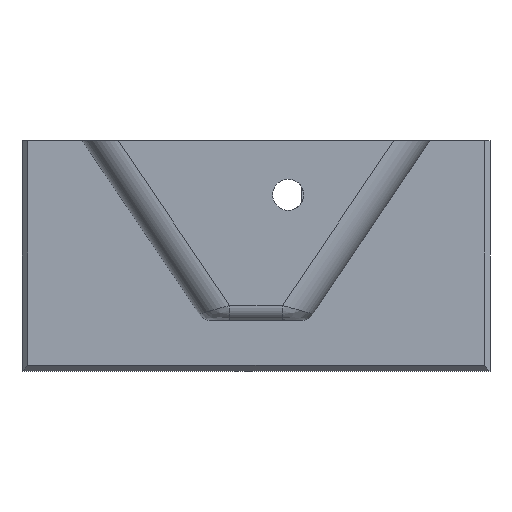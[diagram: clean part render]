
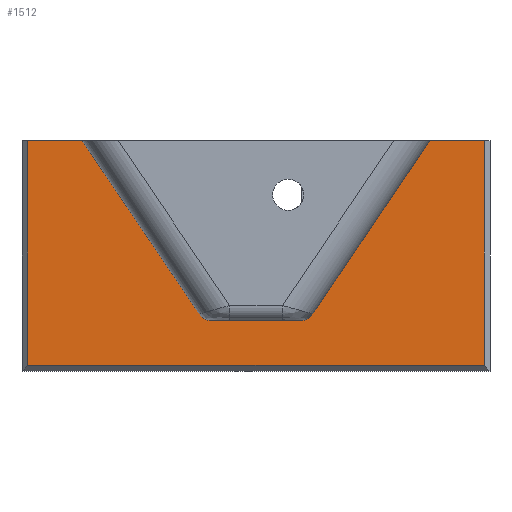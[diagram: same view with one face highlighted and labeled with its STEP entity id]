
A CAD part, front view. The second image highlights one B-rep face of the part: STEP entity #1512.
In plain terms, the highlighted planar face has unit normal (0, -1, 0).
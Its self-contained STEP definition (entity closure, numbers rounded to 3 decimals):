
#11 = EDGE_LOOP ( 'NONE', ( #820, #1604, #35, #1173, #1464, #1516, #1361, #14, #831, #2107 ) ) ;
#14 = ORIENTED_EDGE ( 'NONE', *, *, #1287, .F. ) ;
#22 = DIRECTION ( 'NONE',  ( 0., 1., 0. ) ) ;
#35 = ORIENTED_EDGE ( 'NONE', *, *, #726, .T. ) ;
#47 = DIRECTION ( 'NONE',  ( 0.559, 0., 0.829 ) ) ;
#70 = CARTESIAN_POINT ( 'NONE',  ( -40.501, -2., -60. ) ) ;
#82 = VERTEX_POINT ( 'NONE', #2041 ) ;
#88 = CARTESIAN_POINT ( 'NONE',  ( -76.988, -2., -57.797 ) ) ;
#135 = LINE ( 'NONE', #932, #1999 ) ;
#157 = DIRECTION ( 'NONE',  ( 0., 0., 1. ) ) ;
#161 = VERTEX_POINT ( 'NONE', #1926 ) ;
#175 = EDGE_CURVE ( 'NONE', #1690, #1342, #465, .T. ) ;
#194 = DIRECTION ( 'NONE',  ( 0., 0., 1. ) ) ;
#210 = VERTEX_POINT ( 'NONE', #1759 ) ;
#265 = CARTESIAN_POINT ( 'NONE',  ( -72.843, -2., -55. ) ) ;
#281 = CARTESIAN_POINT ( 'NONE',  ( -134.005, -2., 0. ) ) ;
#338 = VECTOR ( 'NONE', #1928, 1000. ) ;
#436 = CARTESIAN_POINT ( 'NONE',  ( -116., -2., 0. ) ) ;
#465 = CIRCLE ( 'NONE', #1669, 5. ) ;
#527 = EDGE_CURVE ( 'NONE', #914, #993, #1991, .T. ) ;
#572 = LINE ( 'NONE', #70, #1561 ) ;
#639 = CARTESIAN_POINT ( 'NONE',  ( -75.501, -2., -60. ) ) ;
#659 = VERTEX_POINT ( 'NONE', #747 ) ;
#666 = VECTOR ( 'NONE', #1566, 1000. ) ;
#706 = CARTESIAN_POINT ( 'NONE',  ( -43.158, -2., -55. ) ) ;
#726 = EDGE_CURVE ( 'NONE', #1491, #1449, #135, .T. ) ;
#747 = CARTESIAN_POINT ( 'NONE',  ( 18.005, -2., -75. ) ) ;
#775 = LINE ( 'NONE', #639, #856 ) ;
#787 = EDGE_CURVE ( 'NONE', #210, #1449, #572, .T. ) ;
#820 = ORIENTED_EDGE ( 'NONE', *, *, #896, .T. ) ;
#831 = ORIENTED_EDGE ( 'NONE', *, *, #527, .T. ) ;
#856 = VECTOR ( 'NONE', #1291, 1000. ) ;
#896 = EDGE_CURVE ( 'NONE', #161, #659, #1182, .T. ) ;
#914 = VERTEX_POINT ( 'NONE', #928 ) ;
#928 = CARTESIAN_POINT ( 'NONE',  ( -116., -2., 0. ) ) ;
#932 = CARTESIAN_POINT ( 'NONE',  ( -121., -2., 0. ) ) ;
#955 = DIRECTION ( 'NONE',  ( 0., 0., 1. ) ) ;
#973 = PLANE ( 'NONE',  #1031 ) ;
#993 = VERTEX_POINT ( 'NONE', #281 ) ;
#1031 = AXIS2_PLACEMENT_3D ( 'NONE', #1807, #22, #157 ) ;
#1055 = CARTESIAN_POINT ( 'NONE',  ( 18.005, -2., 0. ) ) ;
#1074 = EDGE_CURVE ( 'NONE', #993, #161, #2108, .T. ) ;
#1076 = DIRECTION ( 'NONE',  ( 1., 0., 0. ) ) ;
#1118 = CARTESIAN_POINT ( 'NONE',  ( 0., -2., 0. ) ) ;
#1137 = EDGE_CURVE ( 'NONE', #1342, #82, #775, .T. ) ;
#1173 = ORIENTED_EDGE ( 'NONE', *, *, #787, .F. ) ;
#1182 = LINE ( 'NONE', #1848, #1633 ) ;
#1208 = DIRECTION ( 'NONE',  ( 0., -1., 0. ) ) ;
#1214 = AXIS2_PLACEMENT_3D ( 'NONE', #706, #1208, #194 ) ;
#1242 = DIRECTION ( 'NONE',  ( 0., -1., 0. ) ) ;
#1287 = EDGE_CURVE ( 'NONE', #914, #1690, #2036, .T. ) ;
#1291 = DIRECTION ( 'NONE',  ( 1., 0., 0. ) ) ;
#1341 = VECTOR ( 'NONE', #1869, 1000. ) ;
#1342 = VERTEX_POINT ( 'NONE', #1579 ) ;
#1361 = ORIENTED_EDGE ( 'NONE', *, *, #175, .F. ) ;
#1385 = CARTESIAN_POINT ( 'NONE',  ( -121., -2., 0. ) ) ;
#1412 = CIRCLE ( 'NONE', #1214, 5. ) ;
#1421 = DIRECTION ( 'NONE',  ( 0.559, 0., -0.829 ) ) ;
#1449 = VERTEX_POINT ( 'NONE', #1118 ) ;
#1464 = ORIENTED_EDGE ( 'NONE', *, *, #1541, .F. ) ;
#1491 = VERTEX_POINT ( 'NONE', #1798 ) ;
#1512 = ADVANCED_FACE ( 'NONE', ( #2098 ), #973, .F. ) ;
#1516 = ORIENTED_EDGE ( 'NONE', *, *, #1137, .F. ) ;
#1541 = EDGE_CURVE ( 'NONE', #82, #210, #1412, .T. ) ;
#1561 = VECTOR ( 'NONE', #47, 1000. ) ;
#1566 = DIRECTION ( 'NONE',  ( 0., 0., 1. ) ) ;
#1579 = CARTESIAN_POINT ( 'NONE',  ( -72.843, -2., -60. ) ) ;
#1604 = ORIENTED_EDGE ( 'NONE', *, *, #1660, .T. ) ;
#1633 = VECTOR ( 'NONE', #1076, 1000. ) ;
#1660 = EDGE_CURVE ( 'NONE', #659, #1491, #1911, .T. ) ;
#1669 = AXIS2_PLACEMENT_3D ( 'NONE', #265, #1242, #955 ) ;
#1690 = VERTEX_POINT ( 'NONE', #88 ) ;
#1759 = CARTESIAN_POINT ( 'NONE',  ( -39.014, -2., -57.797 ) ) ;
#1778 = VECTOR ( 'NONE', #1421, 1000. ) ;
#1798 = CARTESIAN_POINT ( 'NONE',  ( 18.005, -2., 0. ) ) ;
#1807 = CARTESIAN_POINT ( 'NONE',  ( 0., -2., 0. ) ) ;
#1848 = CARTESIAN_POINT ( 'NONE',  ( 20.005, -2., -75. ) ) ;
#1869 = DIRECTION ( 'NONE',  ( -1., 0., 0. ) ) ;
#1898 = CARTESIAN_POINT ( 'NONE',  ( -134.005, -2., 0. ) ) ;
#1911 = LINE ( 'NONE', #1055, #666 ) ;
#1926 = CARTESIAN_POINT ( 'NONE',  ( -134.005, -2., -75. ) ) ;
#1928 = DIRECTION ( 'NONE',  ( 0., 0., -1. ) ) ;
#1991 = LINE ( 'NONE', #1385, #1341 ) ;
#1999 = VECTOR ( 'NONE', #2086, 1000. ) ;
#2036 = LINE ( 'NONE', #436, #1778 ) ;
#2041 = CARTESIAN_POINT ( 'NONE',  ( -43.158, -2., -60. ) ) ;
#2086 = DIRECTION ( 'NONE',  ( -1., 0., 0. ) ) ;
#2098 = FACE_OUTER_BOUND ( 'NONE', #11, .T. ) ;
#2107 = ORIENTED_EDGE ( 'NONE', *, *, #1074, .T. ) ;
#2108 = LINE ( 'NONE', #1898, #338 ) ;
